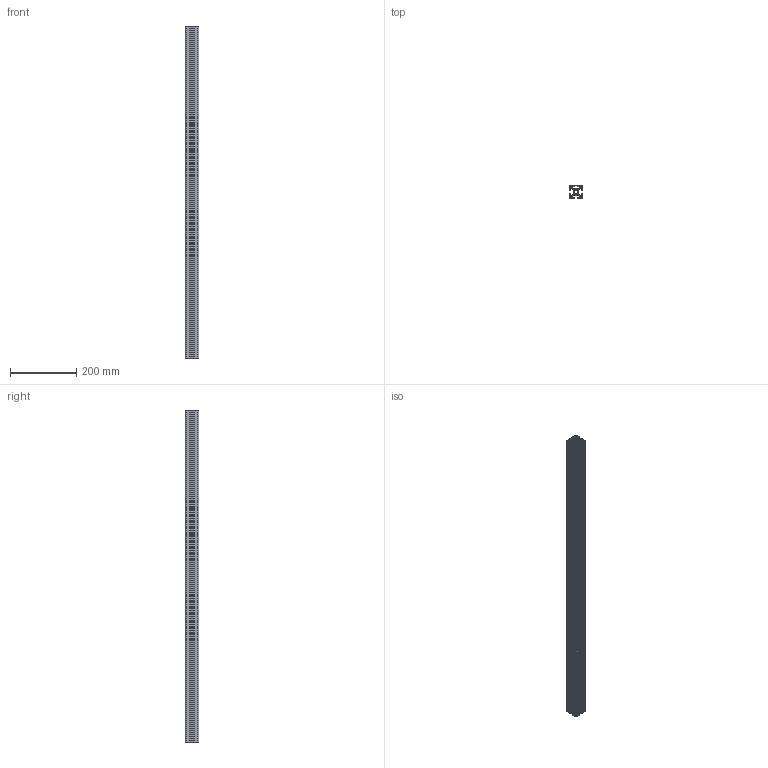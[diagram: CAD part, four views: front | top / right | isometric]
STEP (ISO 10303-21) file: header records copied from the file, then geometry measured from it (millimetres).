
FILE_DESCRIPTION (( 'STEP AP214' ), '1' );
FILE_NAME ('444L1Ñ Êîíñòðóêöèîííûé ïðîôèëü 40õ40L1Ñ.STEP', '2014-12-19T07:48:45', ( 'XTreme.ws' ), ( 'XTreme.ws' ), 'SwSTEP 2.0', 'SolidWorks 2014', '' );
FILE_SCHEMA (( 'AUTOMOTIVE_DESIGN' ));
Length unit declared in the file: millimetre
Products named in the file (2): 444L1Ñ Êîíñòðóêöèîííûé ïðîôèëü 40õ40L1Ñ
Bounding box: 40 x 40 x 1000 mm (x, y, z)
Volume: 468464.3 mm3; surface area: 612111.4 mm2
Topology: 1 solids, 1 shells, 402 faces, 1200 edges, 800 vertices
Faces by surface type: plane 214, cylinder 188
Entity records: 13673 total; most frequent: CARTESIAN_POINT 2404, ORIENTED_EDGE 2400, DIRECTION 2384, EDGE_CURVE 1200, VECTOR 824, LINE 824, VERTEX_POINT 800, AXIS2_PLACEMENT_3D 780
